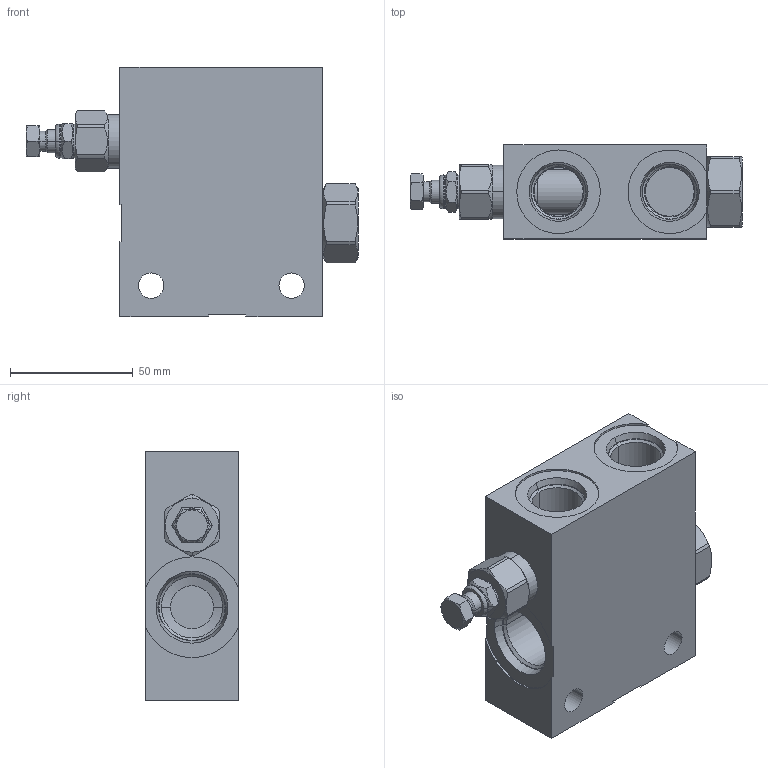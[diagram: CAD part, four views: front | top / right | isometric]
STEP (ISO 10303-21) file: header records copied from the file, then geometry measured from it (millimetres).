
FILE_DESCRIPTION((''),'2;1');
FILE_NAME('MANIFOLD_STP1_ASM','2014-04-03T',('Administrator'),(''),'PRO/ENGINEER BY PARAMETRIC TECHNOLOGY CORPORATION, 2006240','PRO/ENGINEER BY PARAMETRIC TECHNOLOGY CORPORATION, 2006240','');
FILE_SCHEMA(('CONFIG_CONTROL_DESIGN'));
Length unit declared in the file: inch
Products named in the file (3): 150558004E_PRT; ASMNAME_CART_PRT; MANIFOLD_STP1_ASM
Assembly tree (2 placements, depth 2):
  MANIFOLD_STP1_ASM
    150558004E_PRT
    ASMNAME_CART_PRT
Bounding box: 135.05 x 38.1 x 101.6 mm (x, y, z)
Surface area: 71495.6 mm2 (no closed solid volume)
Topology: 0 solids, 18 shells, 394 faces, 913 edges, 558 vertices
Faces by surface type: cylinder 161, cone 100, plane 81, torus 52
Entity records: 12195 total; most frequent: CARTESIAN_POINT 2886, DIRECTION 2143, ORIENTED_EDGE 1782, AXIS2_PLACEMENT_3D 913, EDGE_CURVE 909, VERTEX_POINT 558, CIRCLE 514, EDGE_LOOP 444
